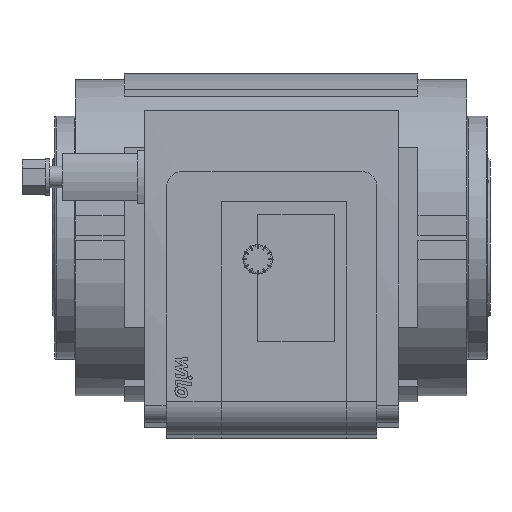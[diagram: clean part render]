
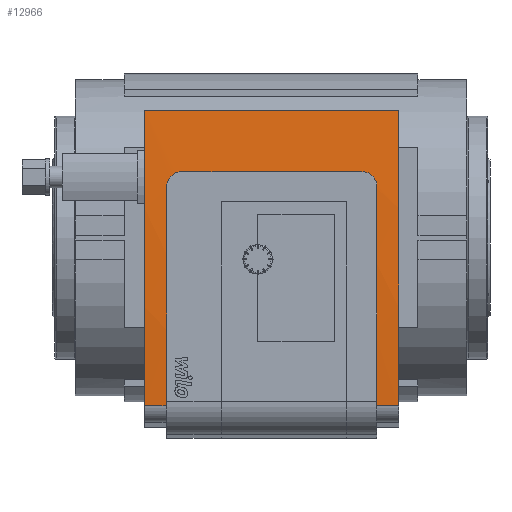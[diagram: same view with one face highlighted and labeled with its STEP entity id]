
A CAD part, front view. The second image highlights one B-rep face of the part: STEP entity #12966.
In plain terms, the highlighted cylindrical face has radius 1644.81 mm (diameter 3289.62 mm), a partial arc.
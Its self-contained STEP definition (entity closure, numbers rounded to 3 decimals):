
#182=B_SPLINE_CURVE_WITH_KNOTS('',3,(#20077,#20078,#20079,#20080,#20081,
#20082,#20083,#20084,#20085,#20086,#20087,#20088,#20089,#20090,#20091,#20092,
#20093,#20094,#20095,#20096,#20097,#20098,#20099,#20100,#20101,#20102,#20103,
#20104),.UNSPECIFIED.,.F.,.F.,(4,3,3,3,3,3,3,3,3,4),(0.,0.091,
0.375,0.599,0.75,0.845,
1.129,1.352,1.489,1.507),
 .UNSPECIFIED.);
#183=B_SPLINE_CURVE_WITH_KNOTS('',3,(#20132,#20133,#20134,#20135,#20136,
#20137,#20138,#20139,#20140,#20141,#20142,#20143,#20144,#20145,#20146,#20147,
#20148,#20149,#20150,#20151,#20152,#20153,#20154,#20155,#20156,#20157,#20158,
#20159),.UNSPECIFIED.,.F.,.F.,(4,3,3,3,3,3,3,3,3,4),(1.507,1.598,
1.882,2.106,2.255,2.352,2.636,
2.858,2.992,3.015),.UNSPECIFIED.);
#592=LINE('',#20215,#1923);
#594=LINE('',#20218,#1925);
#595=LINE('',#20220,#1926);
#596=LINE('',#20223,#1927);
#1923=VECTOR('',#16339,10.);
#1925=VECTOR('',#16343,10.);
#1926=VECTOR('',#16344,10.);
#1927=VECTOR('',#16347,10.);
#3040=CYLINDRICAL_SURFACE('',#14092,1644.81);
#3497=FACE_OUTER_BOUND('',#4252,.T.);
#4252=EDGE_LOOP('',(#9832,#9833,#9834,#9835,#9836,#9837,#9838,#9839,#9840,
#9841));
#5079=CIRCLE('',#14071,1644.81);
#5081=CIRCLE('',#14076,1644.81);
#5087=CIRCLE('',#14084,1644.81);
#5090=CIRCLE('',#14093,1644.81);
#5643=VERTEX_POINT('',#20074);
#5644=VERTEX_POINT('',#20076);
#5650=VERTEX_POINT('',#20117);
#5654=VERTEX_POINT('',#20129);
#5655=VERTEX_POINT('',#20131);
#5656=VERTEX_POINT('',#20162);
#5667=VERTEX_POINT('',#20187);
#5668=VERTEX_POINT('',#20189);
#5676=VERTEX_POINT('',#20219);
#5677=VERTEX_POINT('',#20221);
#7164=EDGE_CURVE('',#5643,#5644,#182,.F.);
#7172=EDGE_CURVE('',#5643,#5650,#5079,.T.);
#7178=EDGE_CURVE('',#5654,#5655,#183,.F.);
#7180=EDGE_CURVE('',#5656,#5655,#5081,.T.);
#7193=EDGE_CURVE('',#5668,#5667,#5087,.T.);
#7206=EDGE_CURVE('',#5656,#5667,#592,.T.);
#7208=EDGE_CURVE('',#5654,#5644,#594,.T.);
#7209=EDGE_CURVE('',#5676,#5650,#595,.T.);
#7210=EDGE_CURVE('',#5676,#5677,#5090,.T.);
#7211=EDGE_CURVE('',#5677,#5668,#596,.T.);
#9832=ORIENTED_EDGE('',*,*,#7180,.T.);
#9833=ORIENTED_EDGE('',*,*,#7178,.F.);
#9834=ORIENTED_EDGE('',*,*,#7208,.T.);
#9835=ORIENTED_EDGE('',*,*,#7164,.F.);
#9836=ORIENTED_EDGE('',*,*,#7172,.T.);
#9837=ORIENTED_EDGE('',*,*,#7209,.F.);
#9838=ORIENTED_EDGE('',*,*,#7210,.T.);
#9839=ORIENTED_EDGE('',*,*,#7211,.T.);
#9840=ORIENTED_EDGE('',*,*,#7193,.T.);
#9841=ORIENTED_EDGE('',*,*,#7206,.F.);
#12966=ADVANCED_FACE('',(#3497),#3040,.T.);
#14071=AXIS2_PLACEMENT_3D('',#20119,#16275,#16276);
#14076=AXIS2_PLACEMENT_3D('',#20163,#16290,#16291);
#14084=AXIS2_PLACEMENT_3D('',#20190,#16313,#16314);
#14092=AXIS2_PLACEMENT_3D('',#20217,#16341,#16342);
#14093=AXIS2_PLACEMENT_3D('',#20222,#16345,#16346);
#16275=DIRECTION('center_axis',(1.,0.,0.));
#16276=DIRECTION('ref_axis',(0.,-0.997,0.078));
#16290=DIRECTION('center_axis',(-1.,0.,0.));
#16291=DIRECTION('ref_axis',(0.,-0.997,0.078));
#16313=DIRECTION('center_axis',(1.,0.,0.));
#16314=DIRECTION('ref_axis',(0.,-0.997,-0.078));
#16339=DIRECTION('',(-1.,0.,0.));
#16341=DIRECTION('center_axis',(1.,0.,0.));
#16342=DIRECTION('ref_axis',(0.,-0.997,0.078));
#16343=DIRECTION('',(1.,0.,0.));
#16344=DIRECTION('',(-1.,0.,0.));
#16345=DIRECTION('center_axis',(-1.,0.,0.));
#16346=DIRECTION('ref_axis',(0.,-0.997,0.078));
#16347=DIRECTION('',(-1.,0.,0.));
#20074=CARTESIAN_POINT('',(265.,-350.189,42.5));
#20076=CARTESIAN_POINT('',(255.,-349.759,52.5));
#20077=CARTESIAN_POINT('Ctrl Pts',(255.,-349.759,52.5));
#20078=CARTESIAN_POINT('Ctrl Pts',(255.304,-349.759,52.5));
#20079=CARTESIAN_POINT('Ctrl Pts',(255.612,-349.76,52.486));
#20080=CARTESIAN_POINT('Ctrl Pts',(255.923,-349.761,52.457));
#20081=CARTESIAN_POINT('Ctrl Pts',(256.892,-349.765,52.368));
#20082=CARTESIAN_POINT('Ctrl Pts',(257.881,-349.776,52.129));
#20083=CARTESIAN_POINT('Ctrl Pts',(258.81,-349.794,51.746));
#20084=CARTESIAN_POINT('Ctrl Pts',(259.542,-349.808,51.444));
#20085=CARTESIAN_POINT('Ctrl Pts',(260.237,-349.825,51.054));
#20086=CARTESIAN_POINT('Ctrl Pts',(260.866,-349.846,50.599));
#20087=CARTESIAN_POINT('Ctrl Pts',(261.292,-349.86,50.291));
#20088=CARTESIAN_POINT('Ctrl Pts',(261.686,-349.875,49.953));
#20089=CARTESIAN_POINT('Ctrl Pts',(262.044,-349.89,49.598));
#20090=CARTESIAN_POINT('Ctrl Pts',(262.269,-349.9,49.375));
#20091=CARTESIAN_POINT('Ctrl Pts',(262.486,-349.911,49.138));
#20092=CARTESIAN_POINT('Ctrl Pts',(262.694,-349.922,48.888));
#20093=CARTESIAN_POINT('Ctrl Pts',(263.315,-349.954,48.14));
#20094=CARTESIAN_POINT('Ctrl Pts',(263.845,-349.992,47.272));
#20095=CARTESIAN_POINT('Ctrl Pts',(264.231,-350.031,46.346));
#20096=CARTESIAN_POINT('Ctrl Pts',(264.535,-350.062,45.616));
#20097=CARTESIAN_POINT('Ctrl Pts',(264.751,-350.094,44.848));
#20098=CARTESIAN_POINT('Ctrl Pts',(264.874,-350.125,44.081));
#20099=CARTESIAN_POINT('Ctrl Pts',(264.949,-350.145,43.611));
#20100=CARTESIAN_POINT('Ctrl Pts',(264.99,-350.164,43.142));
#20101=CARTESIAN_POINT('Ctrl Pts',(264.998,-350.182,42.683));
#20102=CARTESIAN_POINT('Ctrl Pts',(264.999,-350.184,42.622));
#20103=CARTESIAN_POINT('Ctrl Pts',(265.,-350.187,42.561));
#20104=CARTESIAN_POINT('Ctrl Pts',(265.,-350.189,42.5));
#20117=CARTESIAN_POINT('',(265.,-347.481,-138.065));
#20119=CARTESIAN_POINT('Origin',(265.,1293.31,-23.153));
#20129=CARTESIAN_POINT('',(106.,-349.759,52.5));
#20131=CARTESIAN_POINT('',(96.,-350.189,42.5));
#20132=CARTESIAN_POINT('Ctrl Pts',(96.,-350.189,42.5));
#20133=CARTESIAN_POINT('Ctrl Pts',(96.,-350.177,42.802));
#20134=CARTESIAN_POINT('Ctrl Pts',(96.014,-350.165,43.107));
#20135=CARTESIAN_POINT('Ctrl Pts',(96.042,-350.152,43.415));
#20136=CARTESIAN_POINT('Ctrl Pts',(96.131,-350.113,44.384));
#20137=CARTESIAN_POINT('Ctrl Pts',(96.369,-350.072,45.375));
#20138=CARTESIAN_POINT('Ctrl Pts',(96.752,-350.033,46.305));
#20139=CARTESIAN_POINT('Ctrl Pts',(97.053,-350.002,47.036));
#20140=CARTESIAN_POINT('Ctrl Pts',(97.442,-349.972,47.732));
#20141=CARTESIAN_POINT('Ctrl Pts',(97.897,-349.945,48.361));
#20142=CARTESIAN_POINT('Ctrl Pts',(98.201,-349.926,48.78));
#20143=CARTESIAN_POINT('Ctrl Pts',(98.533,-349.909,49.17));
#20144=CARTESIAN_POINT('Ctrl Pts',(98.883,-349.894,49.525));
#20145=CARTESIAN_POINT('Ctrl Pts',(99.111,-349.883,49.756));
#20146=CARTESIAN_POINT('Ctrl Pts',(99.353,-349.873,49.979));
#20147=CARTESIAN_POINT('Ctrl Pts',(99.61,-349.864,50.192));
#20148=CARTESIAN_POINT('Ctrl Pts',(100.357,-349.836,50.813));
#20149=CARTESIAN_POINT('Ctrl Pts',(101.224,-349.812,51.343));
#20150=CARTESIAN_POINT('Ctrl Pts',(102.149,-349.795,51.729));
#20151=CARTESIAN_POINT('Ctrl Pts',(102.875,-349.781,52.032));
#20152=CARTESIAN_POINT('Ctrl Pts',(103.638,-349.771,52.248));
#20153=CARTESIAN_POINT('Ctrl Pts',(104.401,-349.765,52.371));
#20154=CARTESIAN_POINT('Ctrl Pts',(104.862,-349.762,52.446));
#20155=CARTESIAN_POINT('Ctrl Pts',(105.322,-349.76,52.487));
#20156=CARTESIAN_POINT('Ctrl Pts',(105.773,-349.759,52.497));
#20157=CARTESIAN_POINT('Ctrl Pts',(105.849,-349.759,52.499));
#20158=CARTESIAN_POINT('Ctrl Pts',(105.925,-349.759,52.5));
#20159=CARTESIAN_POINT('Ctrl Pts',(106.001,-349.759,52.5));
#20162=CARTESIAN_POINT('',(96.,-347.481,-138.065));
#20163=CARTESIAN_POINT('Origin',(96.,1293.31,-23.153));
#20187=CARTESIAN_POINT('',(76.,-347.481,-138.065));
#20189=CARTESIAN_POINT('',(76.,-346.5,105.));
#20190=CARTESIAN_POINT('Origin',(76.,1293.31,-23.153));
#20215=CARTESIAN_POINT('',(180.,-347.481,-138.065));
#20217=CARTESIAN_POINT('Origin',(180.,1293.31,-23.153));
#20218=CARTESIAN_POINT('',(180.,-349.759,52.5));
#20219=CARTESIAN_POINT('',(285.,-347.481,-138.065));
#20220=CARTESIAN_POINT('',(180.,-347.481,-138.065));
#20221=CARTESIAN_POINT('',(285.,-346.5,105.));
#20222=CARTESIAN_POINT('Origin',(285.,1293.31,-23.153));
#20223=CARTESIAN_POINT('',(180.,-346.5,105.));
